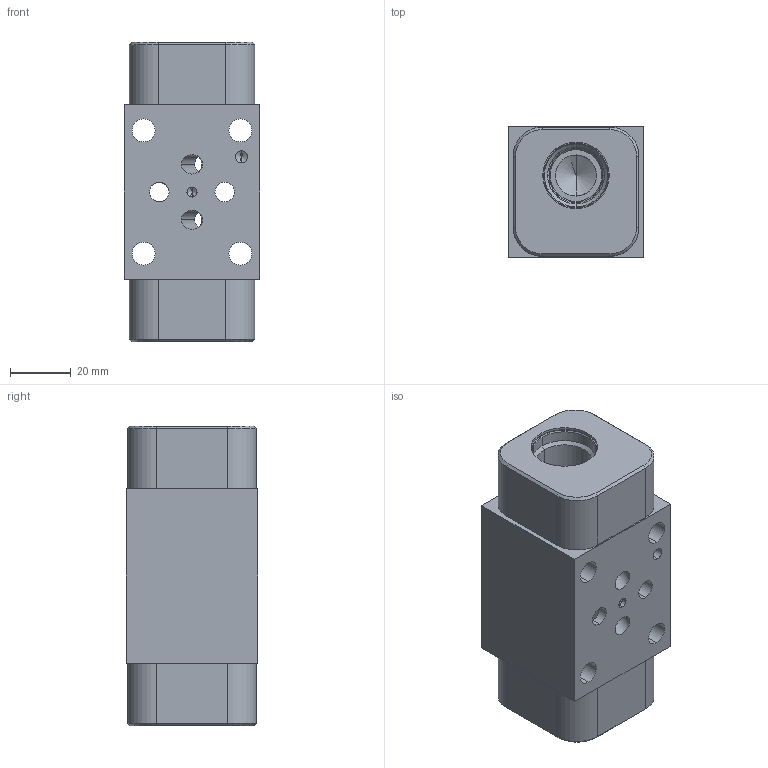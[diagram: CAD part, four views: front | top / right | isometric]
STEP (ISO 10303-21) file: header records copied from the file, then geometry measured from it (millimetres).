
FILE_DESCRIPTION((''),'2;1');
FILE_NAME('GBX_PRT','2016-10-21T',('Administrator'),(''),'PRO/ENGINEER BY PARAMETRIC TECHNOLOGY CORPORATION, 2006240','PRO/ENGINEER BY PARAMETRIC TECHNOLOGY CORPORATION, 2006240','');
FILE_SCHEMA(('CONFIG_CONTROL_DESIGN'));
Length unit declared in the file: inch
Products named in the file (1): GBX_PRT
Bounding box: 44.45 x 43.18 x 98.42 mm (x, y, z)
Volume: 141690.4 mm3; surface area: 32242.5 mm2
Topology: 1 solids, 1 shells, 141 faces, 382 edges, 237 vertices
Faces by surface type: cylinder 67, cone 36, plane 28, sphere 6, torus 4
Entity records: 5678 total; most frequent: CARTESIAN_POINT 2096, DIRECTION 740, ORIENTED_EDGE 740, EDGE_CURVE 370, AXIS2_PLACEMENT_3D 287, VERTEX_POINT 237, EDGE_LOOP 171, VECTOR 166
